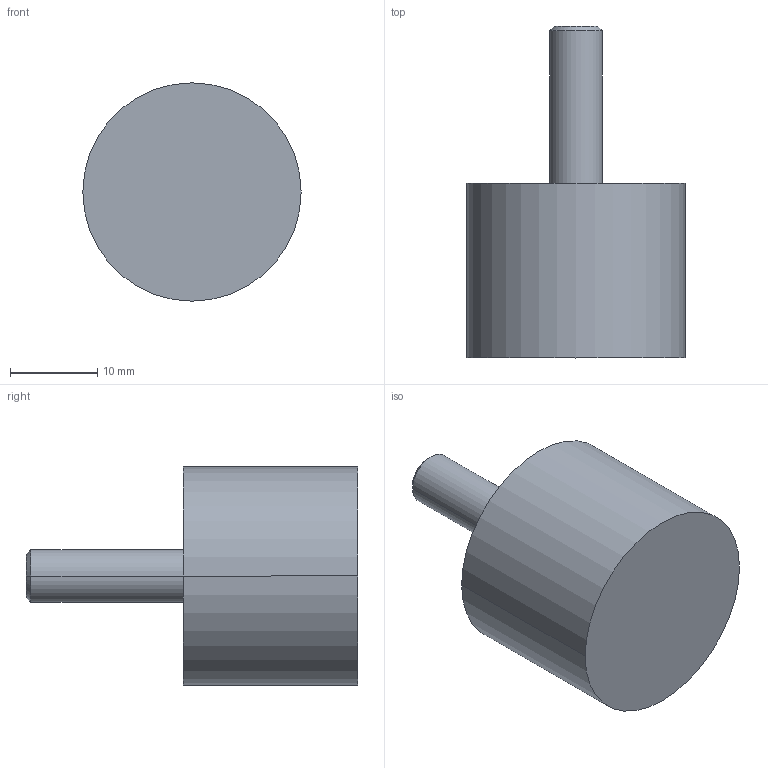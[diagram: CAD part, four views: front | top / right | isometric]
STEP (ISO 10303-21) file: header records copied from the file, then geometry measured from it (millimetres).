
FILE_DESCRIPTION(('STEP AP214'),'1');
FILE_NAME('HALDERN_EH_25150_1427.stp','2014-09-15T07:37:58',('TraceParts'),('TraceParts S.A.'),'XStep 1.0',' ',' ');
FILE_SCHEMA(('automotive_design'));
Length unit declared in the file: millimetre
Products named in the file (3): 1; 2; 3
Bounding box: 25 x 38 x 25 mm (x, y, z)
Volume: 10322.1 mm3; surface area: 3917.4 mm2
Topology: 3 solids, 3 shells, 19 faces, 34 edges, 22 vertices
Faces by surface type: cylinder 10, plane 7, cone 2
Entity records: 956 total; most frequent: DIRECTION 100, CARTESIAN_POINT 78, STYLED_ITEM 75, PRESENTATION_STYLE_ASSIGNMENT 75, COLOUR_RGB 75, ORIENTED_EDGE 68, AXIS2_PLACEMENT_3D 44, EDGE_CURVE 34
